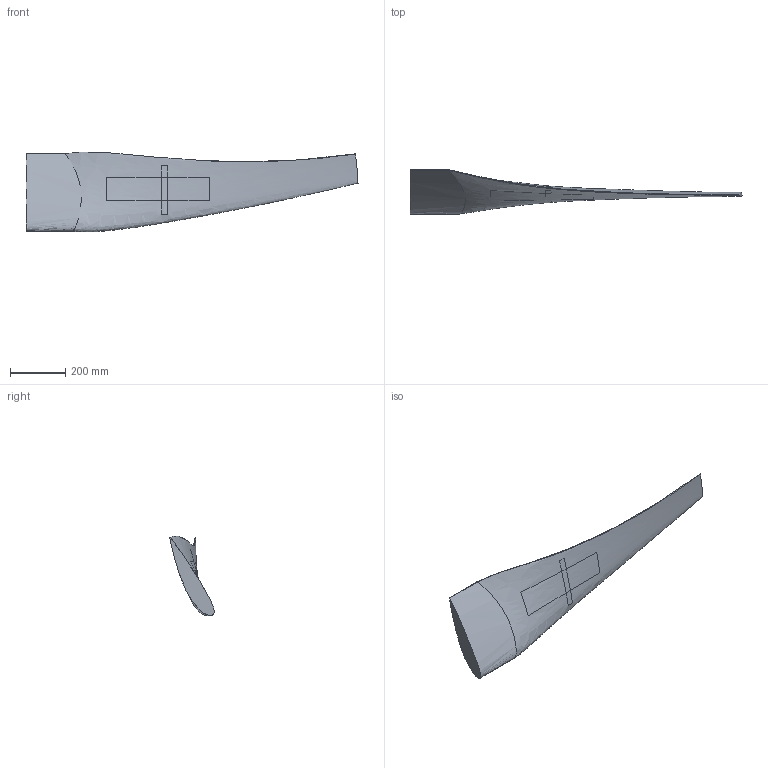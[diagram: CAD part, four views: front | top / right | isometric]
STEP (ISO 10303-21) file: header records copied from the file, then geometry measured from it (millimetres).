
FILE_DESCRIPTION((''),'2;1');
FILE_NAME('blade-half_scale-not_split.stp', '2020-07-14T13:38:58',('User'),('SDRC'),'I-DEAS Master Series','UNIX','Yes');
FILE_SCHEMA(('CONFIG_CONTROL_DESIGN', 'GEOMETRIC_VALIDATION_PROPERTIES_MIM','SHAPE_APPEARANCE_LAYER_MIM'));
Length unit declared in the file: inch
Bounding box: 1198.75 x 160.55 x 288.63 mm (x, y, z)
Volume: 8089891.5 mm3; surface area: 557195.3 mm2
Topology: 1 solids, 1 shells, 16 faces, 49 edges, 43 vertices
Faces by surface type: bspline 16
Entity records: 75686 total; most frequent: CARTESIAN_POINT 75219, ORIENTED_EDGE 86, B_SPLINE_CURVE_WITH_KNOTS 45, EDGE_CURVE 43, VERTEX_POINT 31, OVER_RIDING_STYLED_ITEM 26, EDGE_LOOP 18, B_SPLINE_SURFACE_WITH_KNOTS 16
